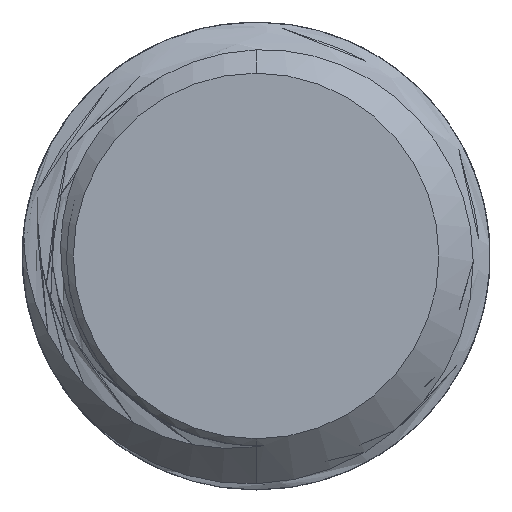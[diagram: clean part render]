
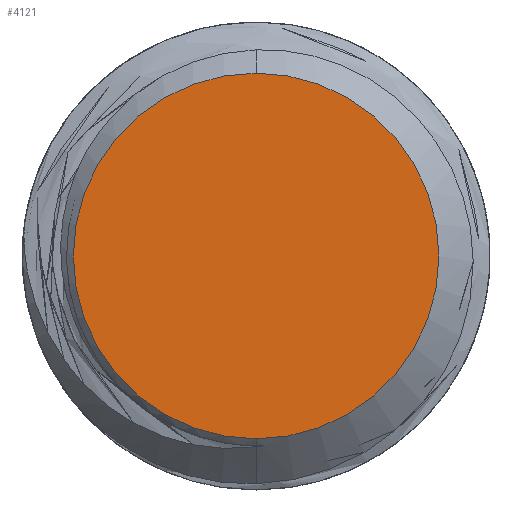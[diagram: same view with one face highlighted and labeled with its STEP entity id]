
A CAD part, left-side view. The second image highlights one B-rep face of the part: STEP entity #4121.
In plain terms, the highlighted planar face has unit normal (-1, 0, 0).
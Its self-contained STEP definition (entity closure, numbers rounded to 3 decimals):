
#599 = VERTEX_POINT ( 'NONE', #1020 ) ;
#600 = VERTEX_POINT ( 'NONE', #1009 ) ;
#1009 = CARTESIAN_POINT ( 'NONE',  ( -37.5, 0., 4.687 ) ) ;
#1020 = CARTESIAN_POINT ( 'NONE',  ( -37.5, 0., -4.687 ) ) ;
#2425 = EDGE_CURVE ( 'NONE', #600, #599, #9922, .T. ) ;
#2427 = EDGE_CURVE ( 'NONE', #599, #600, #9921, .T. ) ;
#2596 = AXIS2_PLACEMENT_3D ( 'NONE', #5254, #5231, #5233 ) ;
#2598 = AXIS2_PLACEMENT_3D ( 'NONE', #4652, #4651, #4668 ) ;
#2601 = AXIS2_PLACEMENT_3D ( 'NONE', #8997, #8990, #8989 ) ;
#2900 = ORIENTED_EDGE ( 'NONE', *, *, #2425, .T. ) ;
#2901 = ORIENTED_EDGE ( 'NONE', *, *, #2427, .T. ) ;
#4121 = ADVANCED_FACE ( 'NONE', ( #5614 ), #8993, .F. ) ;
#4651 = DIRECTION ( 'NONE',  ( -1., 0., 0. ) ) ;
#4652 = CARTESIAN_POINT ( 'NONE',  ( -37.5, 0., 0. ) ) ;
#4668 = DIRECTION ( 'NONE',  ( 0., 0., -1. ) ) ;
#5231 = DIRECTION ( 'NONE',  ( -1., 0., 0. ) ) ;
#5233 = DIRECTION ( 'NONE',  ( 0., 0., -1. ) ) ;
#5254 = CARTESIAN_POINT ( 'NONE',  ( -37.5, 0., 0. ) ) ;
#5614 = FACE_OUTER_BOUND ( 'NONE', #11511, .T. ) ;
#8989 = DIRECTION ( 'NONE',  ( 0., 0., -1. ) ) ;
#8990 = DIRECTION ( 'NONE',  ( 1., 0., 0. ) ) ;
#8993 = PLANE ( 'NONE',  #2601 ) ;
#8997 = CARTESIAN_POINT ( 'NONE',  ( -37.5, 0., 0. ) ) ;
#9921 = CIRCLE ( 'NONE', #2598, 4.687 ) ;
#9922 = CIRCLE ( 'NONE', #2596, 4.687 ) ;
#11511 = EDGE_LOOP ( 'NONE', ( #2901, #2900 ) ) ;
